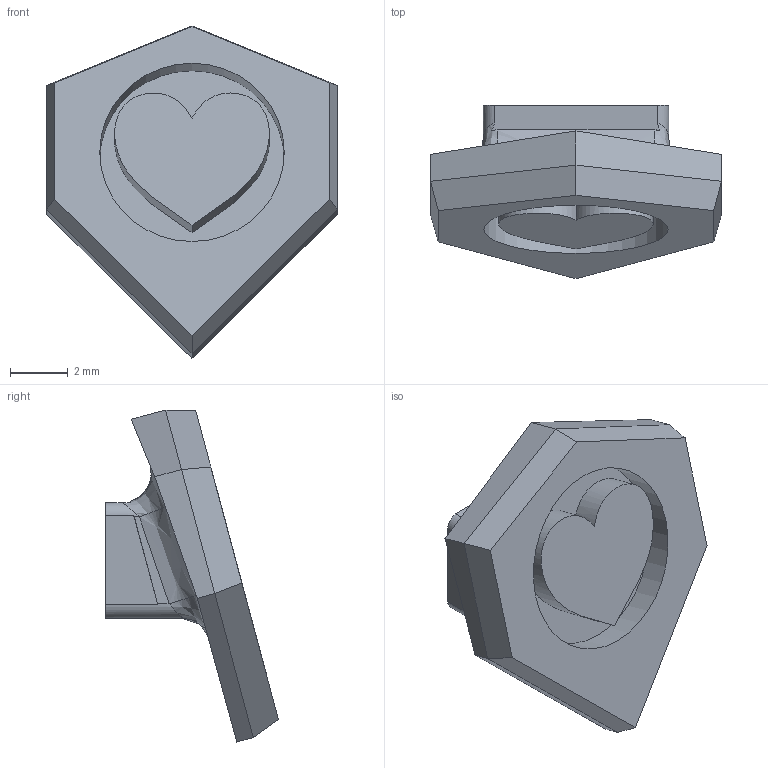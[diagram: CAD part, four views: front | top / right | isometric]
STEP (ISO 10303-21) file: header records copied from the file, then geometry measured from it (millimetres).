
FILE_DESCRIPTION(/* description */ (''),/* implementation_level */ '2;1');
FILE_NAME(/* name */ '',/* time_stamp */ '2023-01-14T21:57:03+08:00',/* author */ (''),/* organization */ (''),/* preprocessor_version */ 'ST-DEVELOPER v19.2',/* originating_system */ 'Autodesk Translation Framework v11.17.0.187',/* authorisation */ '');
FILE_SCHEMA (('AUTOMOTIVE_DESIGN { 1 0 10303 214 3 1 1 }'));
Length unit declared in the file: millimetre
Products named in the file (1): Fusion 零部件
Bounding box: 10.04 x 5.96 x 11.46 mm (x, y, z)
Volume: 197.1 mm3; surface area: 294.2 mm2
Topology: 1 solids, 1 shells, 42 faces, 100 edges, 62 vertices
Faces by surface type: plane 23, bspline 14, cylinder 5
Full cylindrical faces by diameter (mm): 6.366 x1
Entity records: 2039 total; most frequent: CARTESIAN_POINT 1144, ORIENTED_EDGE 200, DIRECTION 134, EDGE_CURVE 100, VERTEX_POINT 62, AXIS2_PLACEMENT_3D 45, EDGE_LOOP 44, LINE 44
